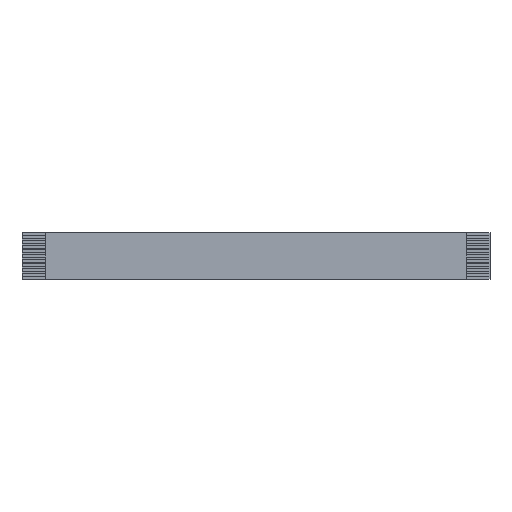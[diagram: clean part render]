
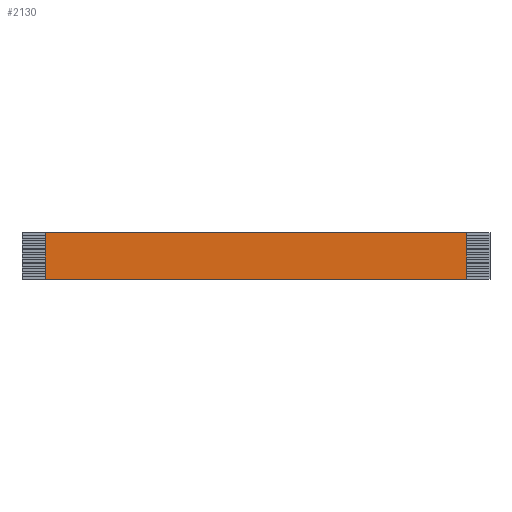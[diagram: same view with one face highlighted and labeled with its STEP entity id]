
A CAD part, top view. The second image highlights one B-rep face of the part: STEP entity #2130.
In plain terms, the highlighted planar face has unit normal (0, 0, 1).
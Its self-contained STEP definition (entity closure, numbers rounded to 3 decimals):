
#451=ORIENTED_EDGE('',*,*,#643,.T.);
#452=ORIENTED_EDGE('',*,*,#702,.F.);
#453=ORIENTED_EDGE('',*,*,#640,.F.);
#454=ORIENTED_EDGE('',*,*,#701,.T.);
#640=EDGE_CURVE('',#835,#836,#1002,.T.);
#643=EDGE_CURVE('',#838,#837,#1005,.T.);
#701=EDGE_CURVE('',#835,#838,#1063,.T.);
#702=EDGE_CURVE('',#836,#837,#1064,.T.);
#835=VERTEX_POINT('',#2918);
#836=VERTEX_POINT('',#2920);
#837=VERTEX_POINT('',#2924);
#838=VERTEX_POINT('',#2926);
#1002=LINE('',#2919,#1228);
#1005=LINE('',#2925,#1231);
#1063=LINE('',#3025,#1289);
#1064=LINE('',#3027,#1290);
#1228=VECTOR('',#2439,1000.);
#1231=VECTOR('',#2444,1000.);
#1289=VECTOR('',#2584,1000.);
#1290=VECTOR('',#2587,1000.);
#1363=EDGE_LOOP('',(#451,#452,#453,#454));
#1437=FACE_BOUND('',#1363,.T.);
#1511=PLANE('',#2211);
#2130=ADVANCED_FACE('',(#1437),#1511,.F.);
#2211=AXIS2_PLACEMENT_3D('',#3026,#2585,#2586);
#2439=DIRECTION('',(1.,0.,0.));
#2444=DIRECTION('',(1.,0.,0.));
#2584=DIRECTION('',(0.,-1.,0.));
#2585=DIRECTION('',(0.,0.,-1.));
#2586=DIRECTION('',(-1.,0.,0.));
#2587=DIRECTION('',(0.,-1.,0.));
#2918=CARTESIAN_POINT('',(-45.,5.,0.138));
#2919=CARTESIAN_POINT('',(-45.,5.,0.138));
#2920=CARTESIAN_POINT('',(45.,5.,0.138));
#2924=CARTESIAN_POINT('',(45.,-5.,0.138));
#2925=CARTESIAN_POINT('',(-45.,-5.,0.138));
#2926=CARTESIAN_POINT('',(-45.,-5.,0.138));
#3025=CARTESIAN_POINT('',(-45.,5.,0.138));
#3026=CARTESIAN_POINT('',(-45.,5.,0.138));
#3027=CARTESIAN_POINT('',(45.,5.,0.138));
